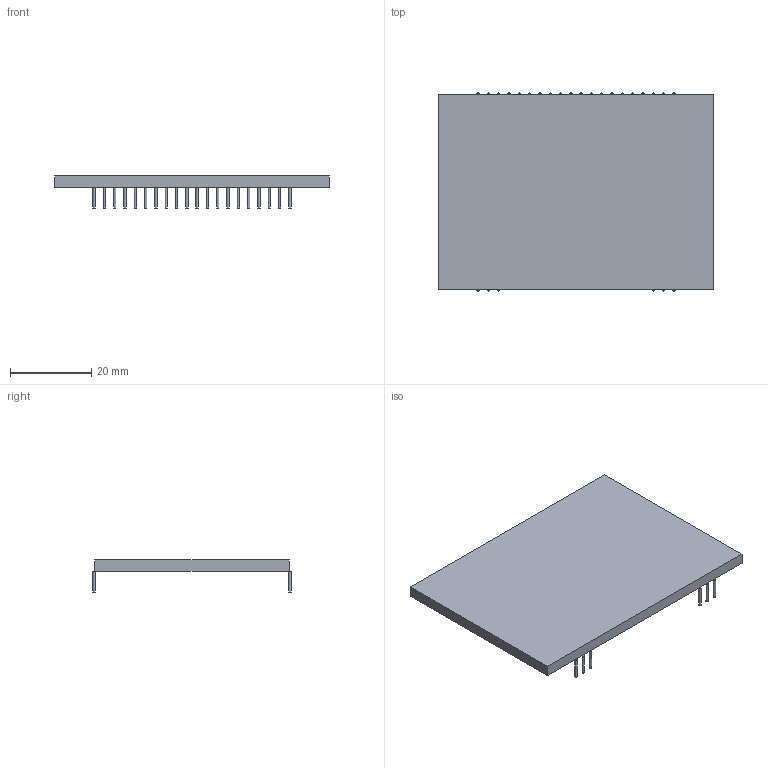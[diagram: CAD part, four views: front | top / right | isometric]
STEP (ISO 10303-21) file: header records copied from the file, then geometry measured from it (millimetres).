
FILE_DESCRIPTION(('FreeCAD Model'),'2;1');
FILE_NAME('281852.1.3.stp','2023-01-13T07:23:39',( 'Author'),(''),'Open CASCADE STEP processor 6.9','FreeCAD','Unknown' );
FILE_SCHEMA(('AUTOMOTIVE_DESIGN { 1 0 10303 214 1 1 1 1 }'));
Length unit declared in the file: millimetre
Products named in the file (3): ASSEMBLY; Body; Leads
Assembly tree (2 placements, depth 2):
  ASSEMBLY
    Body
    Leads
Bounding box: 67.8 x 48.84 x 7.9 mm (x, y, z)
Volume: 9139.8 mm3; surface area: 7407 mm2
Topology: 27 solids, 27 shells, 84 faces, 90 edges, 60 vertices
Faces by surface type: plane 58, cylinder 26
Full cylindrical faces by diameter (mm): 0.58 x26
Entity records: 2997 total; most frequent: DIRECTION 496, CARTESIAN_POINT 417, ORIENTED_EDGE 180, PCURVE 180, DEFINITIONAL_REPRESENTATION 180, LINE 166, VECTOR 166, AXIS2_PLACEMENT_3D 139
